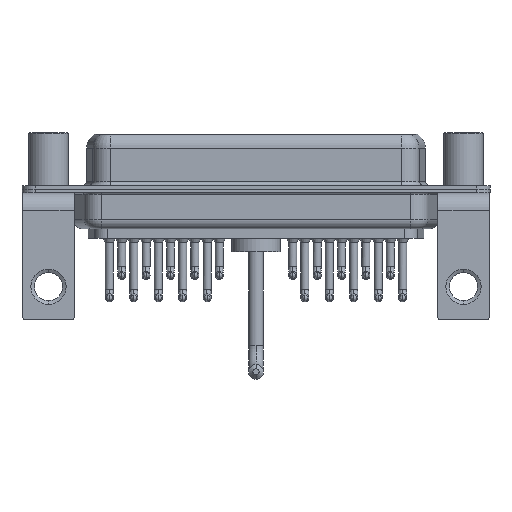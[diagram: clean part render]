
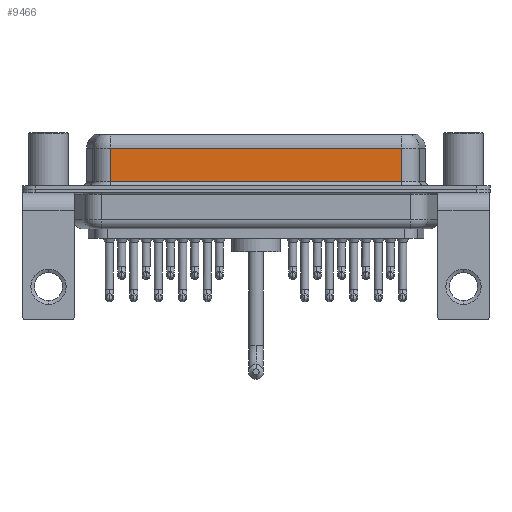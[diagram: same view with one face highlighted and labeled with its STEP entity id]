
A CAD part, front view. The second image highlights one B-rep face of the part: STEP entity #9466.
In plain terms, the highlighted planar face has unit normal (0, -1, 0).
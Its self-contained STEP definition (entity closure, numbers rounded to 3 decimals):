
#533 = AXIS2_PLACEMENT_3D ( 'NONE', #18427, #4793, #12564 ) ;
#676 = VECTOR ( 'NONE', #19878, 1000. ) ;
#1096 = LINE ( 'NONE', #10652, #13746 ) ;
#1220 = EDGE_CURVE ( 'NONE', #3475, #18636, #10444, .T. ) ;
#1618 = CARTESIAN_POINT ( 'NONE',  ( 7.013, -3.95, 0.9 ) ) ;
#2755 = VECTOR ( 'NONE', #11571, 1000. ) ;
#3475 = VERTEX_POINT ( 'NONE', #8292 ) ;
#3790 = CARTESIAN_POINT ( 'NONE',  ( 40.037, -3.95, 6.4 ) ) ;
#4302 = EDGE_CURVE ( 'NONE', #16102, #21425, #21251, .T. ) ;
#4705 = CARTESIAN_POINT ( 'NONE',  ( 40.037, -3.95, 0.9 ) ) ;
#4793 = DIRECTION ( 'NONE',  ( 0., 1., 0. ) ) ;
#6243 = CARTESIAN_POINT ( 'NONE',  ( 7.013, -3.95, 6.4 ) ) ;
#6390 = EDGE_LOOP ( 'NONE', ( #12595, #24464, #22887, #19490 ) ) ;
#8292 = CARTESIAN_POINT ( 'NONE',  ( 7.013, -3.95, 4.65 ) ) ;
#8478 = DIRECTION ( 'NONE',  ( 1., 0., 0. ) ) ;
#8864 = FACE_OUTER_BOUND ( 'NONE', #6390, .T. ) ;
#9158 = DIRECTION ( 'NONE',  ( -1., 0., 0. ) ) ;
#9466 = ADVANCED_FACE ( 'NONE', ( #8864 ), #20592, .F. ) ;
#10444 = LINE ( 'NONE', #6243, #676 ) ;
#10652 = CARTESIAN_POINT ( 'NONE',  ( 40.037, -3.95, 0.9 ) ) ;
#11571 = DIRECTION ( 'NONE',  ( 0., 0., -1. ) ) ;
#12231 = CARTESIAN_POINT ( 'NONE',  ( 40.037, -3.95, 4.65 ) ) ;
#12564 = DIRECTION ( 'NONE',  ( 0., 0., 1. ) ) ;
#12595 = ORIENTED_EDGE ( 'NONE', *, *, #4302, .F. ) ;
#13118 = CARTESIAN_POINT ( 'NONE',  ( 40.037, -3.95, 4.65 ) ) ;
#13298 = VECTOR ( 'NONE', #9158, 1000. ) ;
#13746 = VECTOR ( 'NONE', #8478, 1000. ) ;
#16102 = VERTEX_POINT ( 'NONE', #12231 ) ;
#18427 = CARTESIAN_POINT ( 'NONE',  ( 40.037, -3.95, 6.4 ) ) ;
#18603 = EDGE_CURVE ( 'NONE', #18636, #21425, #1096, .T. ) ;
#18636 = VERTEX_POINT ( 'NONE', #1618 ) ;
#19490 = ORIENTED_EDGE ( 'NONE', *, *, #18603, .T. ) ;
#19878 = DIRECTION ( 'NONE',  ( 0., 0., -1. ) ) ;
#20182 = EDGE_CURVE ( 'NONE', #16102, #3475, #22544, .T. ) ;
#20592 = PLANE ( 'NONE',  #533 ) ;
#21251 = LINE ( 'NONE', #3790, #2755 ) ;
#21425 = VERTEX_POINT ( 'NONE', #4705 ) ;
#22544 = LINE ( 'NONE', #13118, #13298 ) ;
#22887 = ORIENTED_EDGE ( 'NONE', *, *, #1220, .T. ) ;
#24464 = ORIENTED_EDGE ( 'NONE', *, *, #20182, .T. ) ;
